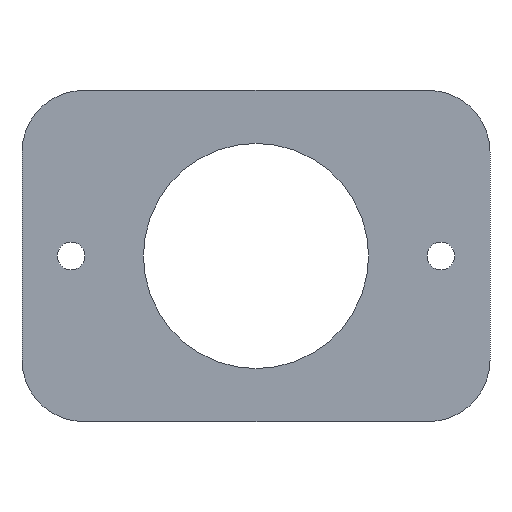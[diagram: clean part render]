
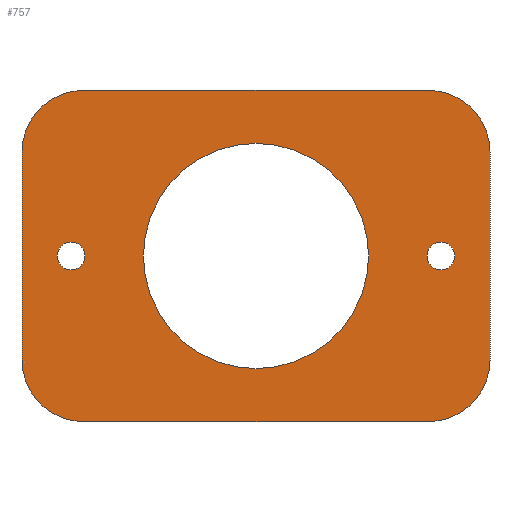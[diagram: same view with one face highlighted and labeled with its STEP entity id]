
A CAD part, front view. The second image highlights one B-rep face of the part: STEP entity #757.
In plain terms, the highlighted planar face has unit normal (0, -1, 0).
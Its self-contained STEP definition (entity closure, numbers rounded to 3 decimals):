
#12 = CIRCLE ( 'NONE', #620, 8. ) ;
#15 = CARTESIAN_POINT ( 'NONE',  ( -30.375, 0., -21.5 ) ) ;
#16 = CARTESIAN_POINT ( 'NONE',  ( -30.375, 0., 21.5 ) ) ;
#17 = AXIS2_PLACEMENT_3D ( 'NONE', #74, #892, #366 ) ;
#40 = DIRECTION ( 'NONE',  ( 0., -1., 0. ) ) ;
#61 = CIRCLE ( 'NONE', #418, 14.61 ) ;
#74 = CARTESIAN_POINT ( 'NONE',  ( 0., 0., 0. ) ) ;
#77 = LINE ( 'NONE', #611, #172 ) ;
#82 = CARTESIAN_POINT ( 'NONE',  ( -24., 0., 0. ) ) ;
#104 = DIRECTION ( 'NONE',  ( 0., -1., 0. ) ) ;
#130 = EDGE_LOOP ( 'NONE', ( #727, #796 ) ) ;
#146 = VERTEX_POINT ( 'NONE', #854 ) ;
#154 = ORIENTED_EDGE ( 'NONE', *, *, #247, .T. ) ;
#156 = EDGE_CURVE ( 'NONE', #234, #856, #1243, .T. ) ;
#159 = CARTESIAN_POINT ( 'NONE',  ( -22.375, 0., -13.5 ) ) ;
#164 = ORIENTED_EDGE ( 'NONE', *, *, #448, .T. ) ;
#172 = VECTOR ( 'NONE', #204, 1000. ) ;
#173 = CARTESIAN_POINT ( 'NONE',  ( 24., 0., 0. ) ) ;
#175 = EDGE_CURVE ( 'NONE', #768, #549, #1077, .T. ) ;
#187 = CARTESIAN_POINT ( 'NONE',  ( 0., 0., -14.61 ) ) ;
#204 = DIRECTION ( 'NONE',  ( 0., 0., -1. ) ) ;
#234 = VERTEX_POINT ( 'NONE', #588 ) ;
#246 = DIRECTION ( 'NONE',  ( 0., -1., 0. ) ) ;
#247 = EDGE_CURVE ( 'NONE', #865, #1043, #382, .T. ) ;
#263 = EDGE_CURVE ( 'NONE', #146, #676, #1268, .T. ) ;
#264 = DIRECTION ( 'NONE',  ( 0., 0., -1. ) ) ;
#273 = CIRCLE ( 'NONE', #1052, 14.61 ) ;
#274 = CARTESIAN_POINT ( 'NONE',  ( -22.375, 0., -21.5 ) ) ;
#291 = CARTESIAN_POINT ( 'NONE',  ( 0., 0., 14.61 ) ) ;
#300 = ORIENTED_EDGE ( 'NONE', *, *, #752, .T. ) ;
#330 = DIRECTION ( 'NONE',  ( 0., 0., 1. ) ) ;
#341 = DIRECTION ( 'NONE',  ( -1., 0., 0. ) ) ;
#354 = VECTOR ( 'NONE', #341, 1000. ) ;
#366 = DIRECTION ( 'NONE',  ( 0., 0., -1. ) ) ;
#382 = CIRCLE ( 'NONE', #493, 1.8 ) ;
#386 = DIRECTION ( 'NONE',  ( 0., 1., 0. ) ) ;
#390 = CARTESIAN_POINT ( 'NONE',  ( 0., 0., 0. ) ) ;
#391 = EDGE_CURVE ( 'NONE', #600, #909, #1144, .T. ) ;
#394 = DIRECTION ( 'NONE',  ( 0., 0., -1. ) ) ;
#398 = EDGE_CURVE ( 'NONE', #518, #856, #77, .T. ) ;
#417 = CARTESIAN_POINT ( 'NONE',  ( -24., 0., 0. ) ) ;
#418 = AXIS2_PLACEMENT_3D ( 'NONE', #617, #605, #930 ) ;
#422 = CARTESIAN_POINT ( 'NONE',  ( 22.375, 0., -13.5 ) ) ;
#431 = CARTESIAN_POINT ( 'NONE',  ( -22.375, 0., 21.5 ) ) ;
#448 = EDGE_CURVE ( 'NONE', #676, #146, #910, .T. ) ;
#456 = ORIENTED_EDGE ( 'NONE', *, *, #649, .T. ) ;
#480 = VECTOR ( 'NONE', #1156, 1000. ) ;
#488 = AXIS2_PLACEMENT_3D ( 'NONE', #559, #40, #1114 ) ;
#493 = AXIS2_PLACEMENT_3D ( 'NONE', #173, #951, #1267 ) ;
#502 = CARTESIAN_POINT ( 'NONE',  ( 22.375, 0., 21.5 ) ) ;
#503 = EDGE_CURVE ( 'NONE', #950, #837, #61, .T. ) ;
#518 = VERTEX_POINT ( 'NONE', #634 ) ;
#521 = DIRECTION ( 'NONE',  ( 0., 1., 0. ) ) ;
#549 = VERTEX_POINT ( 'NONE', #1062 ) ;
#557 = CIRCLE ( 'NONE', #488, 8. ) ;
#559 = CARTESIAN_POINT ( 'NONE',  ( 22.375, 0., 13.5 ) ) ;
#567 = CARTESIAN_POINT ( 'NONE',  ( 24., 0., 0. ) ) ;
#568 = EDGE_CURVE ( 'NONE', #234, #1312, #1274, .T. ) ;
#569 = FACE_OUTER_BOUND ( 'NONE', #1026, .T. ) ;
#570 = AXIS2_PLACEMENT_3D ( 'NONE', #567, #670, #891 ) ;
#571 = EDGE_LOOP ( 'NONE', ( #154, #873 ) ) ;
#585 = ORIENTED_EDGE ( 'NONE', *, *, #740, .T. ) ;
#588 = CARTESIAN_POINT ( 'NONE',  ( 22.375, 0., -21.5 ) ) ;
#600 = VERTEX_POINT ( 'NONE', #431 ) ;
#605 = DIRECTION ( 'NONE',  ( 0., 1., 0. ) ) ;
#611 = CARTESIAN_POINT ( 'NONE',  ( 30.375, 0., 21.5 ) ) ;
#617 = CARTESIAN_POINT ( 'NONE',  ( 0., 0., 0. ) ) ;
#620 = AXIS2_PLACEMENT_3D ( 'NONE', #159, #246, #394 ) ;
#631 = DIRECTION ( 'NONE',  ( 0., 0., 1. ) ) ;
#634 = CARTESIAN_POINT ( 'NONE',  ( 30.375, 0., 13.5 ) ) ;
#649 = EDGE_CURVE ( 'NONE', #600, #549, #732, .T. ) ;
#660 = AXIS2_PLACEMENT_3D ( 'NONE', #82, #729, #1336 ) ;
#670 = DIRECTION ( 'NONE',  ( 0., 1., 0. ) ) ;
#671 = FACE_BOUND ( 'NONE', #130, .T. ) ;
#676 = VERTEX_POINT ( 'NONE', #988 ) ;
#689 = DIRECTION ( 'NONE',  ( 0., 0., 1. ) ) ;
#704 = ORIENTED_EDGE ( 'NONE', *, *, #391, .F. ) ;
#707 = FACE_BOUND ( 'NONE', #803, .T. ) ;
#727 = ORIENTED_EDGE ( 'NONE', *, *, #503, .T. ) ;
#729 = DIRECTION ( 'NONE',  ( 0., 1., 0. ) ) ;
#732 = CIRCLE ( 'NONE', #917, 8. ) ;
#740 = EDGE_CURVE ( 'NONE', #518, #909, #557, .T. ) ;
#752 = EDGE_CURVE ( 'NONE', #768, #1312, #12, .T. ) ;
#757 = ADVANCED_FACE ( 'NONE', ( #793, #707, #671, #569 ), #1012, .T. ) ;
#768 = VERTEX_POINT ( 'NONE', #1324 ) ;
#785 = DIRECTION ( 'NONE',  ( 0., -1., 0. ) ) ;
#793 = FACE_BOUND ( 'NONE', #571, .T. ) ;
#796 = ORIENTED_EDGE ( 'NONE', *, *, #962, .T. ) ;
#803 = EDGE_LOOP ( 'NONE', ( #164, #1013 ) ) ;
#826 = AXIS2_PLACEMENT_3D ( 'NONE', #422, #104, #1275 ) ;
#837 = VERTEX_POINT ( 'NONE', #187 ) ;
#854 = CARTESIAN_POINT ( 'NONE',  ( -24., 0., -1.8 ) ) ;
#856 = VERTEX_POINT ( 'NONE', #929 ) ;
#865 = VERTEX_POINT ( 'NONE', #1040 ) ;
#873 = ORIENTED_EDGE ( 'NONE', *, *, #1092, .T. ) ;
#891 = DIRECTION ( 'NONE',  ( 0., 0., 1. ) ) ;
#892 = DIRECTION ( 'NONE',  ( 0., -1., 0. ) ) ;
#900 = CARTESIAN_POINT ( 'NONE',  ( -22.375, 0., 13.5 ) ) ;
#909 = VERTEX_POINT ( 'NONE', #502 ) ;
#910 = CIRCLE ( 'NONE', #660, 1.8 ) ;
#917 = AXIS2_PLACEMENT_3D ( 'NONE', #900, #785, #264 ) ;
#920 = AXIS2_PLACEMENT_3D ( 'NONE', #417, #386, #689 ) ;
#929 = CARTESIAN_POINT ( 'NONE',  ( 30.375, 0., -13.5 ) ) ;
#930 = DIRECTION ( 'NONE',  ( 0., 0., 1. ) ) ;
#950 = VERTEX_POINT ( 'NONE', #291 ) ;
#951 = DIRECTION ( 'NONE',  ( 0., 1., 0. ) ) ;
#962 = EDGE_CURVE ( 'NONE', #837, #950, #273, .T. ) ;
#971 = CIRCLE ( 'NONE', #570, 1.8 ) ;
#988 = CARTESIAN_POINT ( 'NONE',  ( -24., 0., 1.8 ) ) ;
#1012 = PLANE ( 'NONE',  #17 ) ;
#1013 = ORIENTED_EDGE ( 'NONE', *, *, #263, .T. ) ;
#1026 = EDGE_LOOP ( 'NONE', ( #1104, #300, #1365, #1304, #1196, #585, #704, #456 ) ) ;
#1040 = CARTESIAN_POINT ( 'NONE',  ( 24., 0., 1.8 ) ) ;
#1043 = VERTEX_POINT ( 'NONE', #1170 ) ;
#1052 = AXIS2_PLACEMENT_3D ( 'NONE', #390, #521, #631 ) ;
#1062 = CARTESIAN_POINT ( 'NONE',  ( -30.375, 0., 13.5 ) ) ;
#1077 = LINE ( 'NONE', #16, #1134 ) ;
#1092 = EDGE_CURVE ( 'NONE', #1043, #865, #971, .T. ) ;
#1104 = ORIENTED_EDGE ( 'NONE', *, *, #175, .F. ) ;
#1114 = DIRECTION ( 'NONE',  ( 0., 0., -1. ) ) ;
#1129 = CARTESIAN_POINT ( 'NONE',  ( -30.375, 0., 21.5 ) ) ;
#1134 = VECTOR ( 'NONE', #330, 1000. ) ;
#1144 = LINE ( 'NONE', #1129, #480 ) ;
#1156 = DIRECTION ( 'NONE',  ( 1., 0., 0. ) ) ;
#1170 = CARTESIAN_POINT ( 'NONE',  ( 24., 0., -1.8 ) ) ;
#1196 = ORIENTED_EDGE ( 'NONE', *, *, #398, .F. ) ;
#1243 = CIRCLE ( 'NONE', #826, 8. ) ;
#1267 = DIRECTION ( 'NONE',  ( 0., 0., 1. ) ) ;
#1268 = CIRCLE ( 'NONE', #920, 1.8 ) ;
#1274 = LINE ( 'NONE', #15, #354 ) ;
#1275 = DIRECTION ( 'NONE',  ( 0., 0., -1. ) ) ;
#1304 = ORIENTED_EDGE ( 'NONE', *, *, #156, .T. ) ;
#1312 = VERTEX_POINT ( 'NONE', #274 ) ;
#1324 = CARTESIAN_POINT ( 'NONE',  ( -30.375, 0., -13.5 ) ) ;
#1336 = DIRECTION ( 'NONE',  ( 0., 0., 1. ) ) ;
#1365 = ORIENTED_EDGE ( 'NONE', *, *, #568, .F. ) ;
